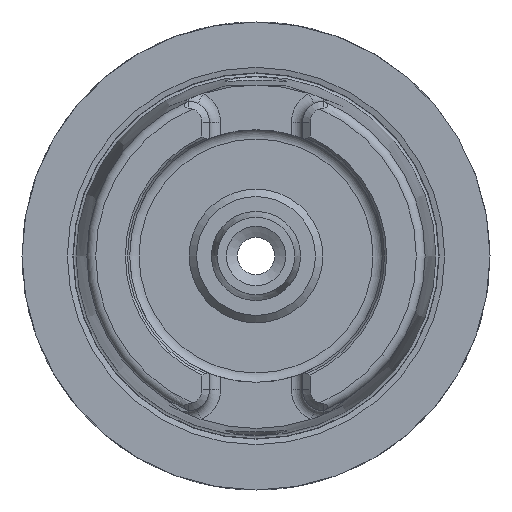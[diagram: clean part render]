
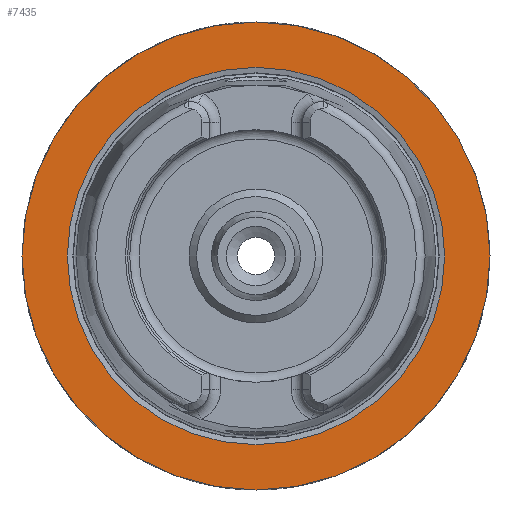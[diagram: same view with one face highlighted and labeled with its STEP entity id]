
A CAD part, left-side view. The second image highlights one B-rep face of the part: STEP entity #7435.
In plain terms, the highlighted planar face has unit normal (-1, 0, 0).
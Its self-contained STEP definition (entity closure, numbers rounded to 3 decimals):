
#6626=CARTESIAN_POINT('',(0.0,31.5,0.0));
#6627=VERTEX_POINT('',#6626);
#6628=CARTESIAN_POINT('',(0.0,0.0,0.0));
#6629=DIRECTION('',(1.0,0.0,0.0));
#6630=DIRECTION('',(0.0,1.0,0.0));
#6631=AXIS2_PLACEMENT_3D('',#6628,#6629,#6630);
#6632=CIRCLE('',#6631,31.5);
#6633=EDGE_CURVE('',#6627,#6627,#6632,.T.);
#7409=CARTESIAN_POINT('',(0.0,25.4,0.0));
#7410=VERTEX_POINT('',#7409);
#7411=CARTESIAN_POINT('',(0.0,0.0,0.0));
#7412=DIRECTION('',(1.0,0.0,0.0));
#7413=DIRECTION('',(0.0,1.0,0.0));
#7414=AXIS2_PLACEMENT_3D('',#7411,#7412,#7413);
#7415=CIRCLE('',#7414,25.4);
#7416=EDGE_CURVE('',#7410,#7410,#7415,.T.);
#7424=CARTESIAN_POINT('',(0.0,28.45,0.0));
#7425=DIRECTION('',(-1.0,0.0,0.0));
#7426=DIRECTION('',(0.0,0.0,1.0));
#7427=AXIS2_PLACEMENT_3D('',#7424,#7425,#7426);
#7428=PLANE('',#7427);
#7429=ORIENTED_EDGE('',*,*,#6633,.F.);
#7430=EDGE_LOOP('',(#7429));
#7431=FACE_OUTER_BOUND('',#7430,.T.);
#7432=ORIENTED_EDGE('',*,*,#7416,.T.);
#7433=EDGE_LOOP('',(#7432));
#7434=FACE_BOUND('',#7433,.T.);
#7435=ADVANCED_FACE('',(#7431,#7434),#7428,.T.);
